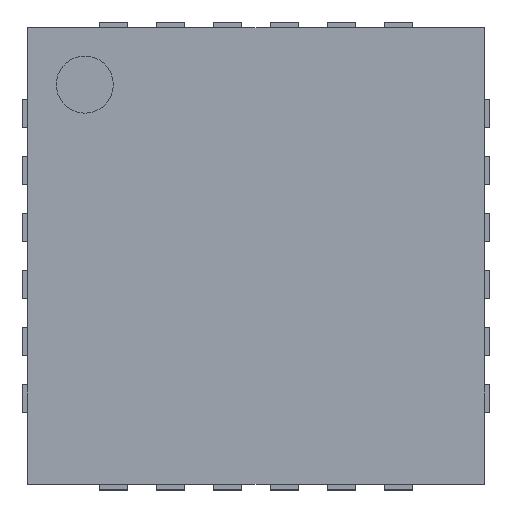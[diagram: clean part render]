
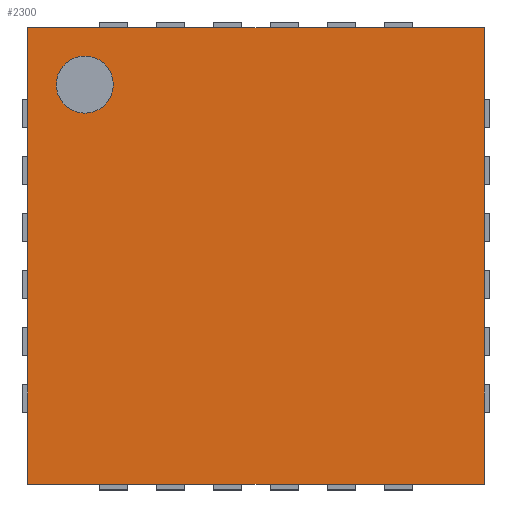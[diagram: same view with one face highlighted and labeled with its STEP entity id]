
A CAD part, top view. The second image highlights one B-rep face of the part: STEP entity #2300.
In plain terms, the highlighted planar face has unit normal (0, 0, 1).
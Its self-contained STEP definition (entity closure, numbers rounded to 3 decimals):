
#112=FACE_BOUND('',#324,.T.);
#113=CIRCLE('',#2532,0.25);
#165=FACE_OUTER_BOUND('',#323,.T.);
#323=EDGE_LOOP('',(#1543,#1544,#1545,#1546));
#324=EDGE_LOOP('',(#1547));
#481=LINE('',#3450,#746);
#486=LINE('',#3459,#751);
#487=LINE('',#3462,#752);
#488=LINE('',#3463,#753);
#746=VECTOR('',#2751,1.);
#751=VECTOR('',#2758,1.);
#752=VECTOR('',#2761,1.);
#753=VECTOR('',#2762,1.);
#1011=VERTEX_POINT('',#3447);
#1012=VERTEX_POINT('',#3449);
#1015=VERTEX_POINT('',#3457);
#1016=VERTEX_POINT('',#3461);
#1017=VERTEX_POINT('',#3464);
#1221=EDGE_CURVE('',#1011,#1012,#481,.T.);
#1226=EDGE_CURVE('',#1011,#1015,#486,.T.);
#1227=EDGE_CURVE('',#1015,#1016,#487,.T.);
#1228=EDGE_CURVE('',#1012,#1016,#488,.T.);
#1229=EDGE_CURVE('',#1017,#1017,#113,.T.);
#1543=ORIENTED_EDGE('',*,*,#1221,.F.);
#1544=ORIENTED_EDGE('',*,*,#1226,.T.);
#1545=ORIENTED_EDGE('',*,*,#1227,.T.);
#1546=ORIENTED_EDGE('',*,*,#1228,.F.);
#1547=ORIENTED_EDGE('',*,*,#1229,.F.);
#2167=PLANE('',#2531);
#2300=ADVANCED_FACE('',(#165,#112),#2167,.T.);
#2531=AXIS2_PLACEMENT_3D('',#3460,#2759,#2760);
#2532=AXIS2_PLACEMENT_3D('',#3465,#2763,#2764);
#2751=DIRECTION('',(0.,1.,0.));
#2758=DIRECTION('',(1.,0.,0.));
#2759=DIRECTION('center_axis',(0.,0.,1.));
#2760=DIRECTION('ref_axis',(1.,0.,0.));
#2761=DIRECTION('',(0.,1.,0.));
#2762=DIRECTION('',(1.,0.,0.));
#2763=DIRECTION('center_axis',(0.,0.,1.));
#2764=DIRECTION('ref_axis',(1.,0.,0.));
#3447=CARTESIAN_POINT('',(-2.,-2.,0.9));
#3449=CARTESIAN_POINT('',(-2.,2.,0.9));
#3450=CARTESIAN_POINT('',(-2.,-2.,0.9));
#3457=CARTESIAN_POINT('',(2.,-2.,0.9));
#3459=CARTESIAN_POINT('',(-2.,-2.,0.9));
#3460=CARTESIAN_POINT('Origin',(-2.,-2.,0.9));
#3461=CARTESIAN_POINT('',(2.,2.,0.9));
#3462=CARTESIAN_POINT('',(2.,-2.,0.9));
#3463=CARTESIAN_POINT('',(-2.,2.,0.9));
#3464=CARTESIAN_POINT('',(-1.75,1.5,0.9));
#3465=CARTESIAN_POINT('Origin',(-1.5,1.5,0.9));
